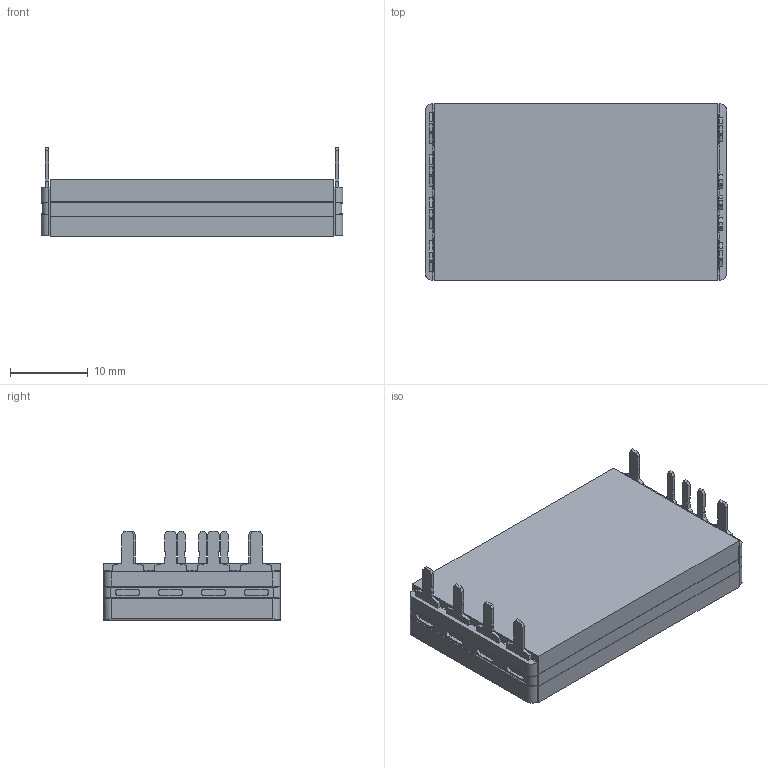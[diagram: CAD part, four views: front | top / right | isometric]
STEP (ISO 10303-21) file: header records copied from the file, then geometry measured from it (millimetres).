
FILE_DESCRIPTION(/* description */ (''),/* implementation_level */ '2;1');
FILE_NAME(/* name */ 'VICOR_3623_dcm_thruhole.step',/* time_stamp */ '2022-11-04T14:09:47-04:00',/* author */ (''),/* organization */ (''),/* preprocessor_version */ 'ST-DEVELOPER v19.2',/* originating_system */ 'Autodesk Translation Framework v11.17.0.187',/* authorisation */ '');
FILE_SCHEMA (('AUTOMOTIVE_DESIGN { 1 0 10303 214 3 1 1 }'));
Length unit declared in the file: millimetre
Products named in the file (29): VICOR_3623_dcm_thruhole; 40275; 40343_40333-01; 40324; Copy of MOLDBODY2_VENTED_TERMINAL_BLOCK_OUTPUT_23FAMILY_SMD.1^40324; 40322; 40343_40333-02; 40324 (1); Copy of MOLDBODY2_VENTED_TERMINAL_BLOCK_INPUT_23FAMILY_SMD.1^40324; 40322 (1); 3623 MOLD BODY_legacy stackup; Copy of MOLDBODY_UPPER^3623 MOLD BODY_post lapped; Copy of MOLDBODY_LOWER^3623 MOLD BODY_post lapped; Copy of legacy stackup^3623 MOLD BODY; Copy of Copy of LAMINATE_CAVITY^Copy of legacy stackup_3623 MOLD BODY; Copy of Copy of LAYER_04^Copy of legacy stackup_3623 MOLD BODY; Copy of Copy of LAYER_05^Copy of legacy stackup_3623 MOLD BODY; Copy of Copy of LAYER_06^Copy of legacy stackup_3623 MOLD BODY; Copy of Copy of LAYER_07^Copy of legacy stackup_3623 MOLD BODY; Copy of Copy of LAYER_08^Copy of legacy stackup_3623 MOLD BODY; Copy of Copy of LAYER_09^Copy of legacy stackup_3623 MOLD BODY; Copy of Copy of LAYER_10^Copy of legacy stackup_3623 MOLD BODY; Copy of Copy of LAYER_11^Copy of legacy stackup_3623 MOLD BODY; Copy of Copy of LAYER_02^Copy of legacy stackup_3623 MOLD BODY; Copy of Copy of LAYER_01^Copy of legacy stackup_3623 MOLD BODY; Copy of Copy of LAYER_12^Copy of legacy stackup_3623 MOLD BODY; Copy of Copy of LAYER_13^Copy of legacy stackup_3623 MOLD BODY; Copy of Copy of LAYER_14^Copy of legacy stackup_3623 MOLD BODY; Copy of Copy of LAYER_03^Copy of legacy stackup_3623 MOLD BODY
Assembly tree (28 placements, depth 5):
  VICOR_3623_dcm_thruhole
    40275
      40343_40333-01
        40324
          Copy of MOLDBODY2_VENTED_TERMINAL_BLOCK_OUTPUT_23FAMILY_SMD.1^40324
          40322
      40343_40333-02
        40324 (1)
          Copy of MOLDBODY2_VENTED_TERMINAL_BLOCK_INPUT_23FAMILY_SMD.1^40324
          40322 (1)
      3623 MOLD BODY_legacy stackup
        Copy of MOLDBODY_UPPER^3623 MOLD BODY_post lapped
        Copy of MOLDBODY_LOWER^3623 MOLD BODY_post lapped
        Copy of legacy stackup^3623 MOLD BODY
          Copy of Copy of LAMINATE_CAVITY^Copy of legacy stackup_3623 MOLD BODY
          Copy of Copy of LAYER_04^Copy of legacy stackup_3623 MOLD BODY
          Copy of Copy of LAYER_05^Copy of legacy stackup_3623 MOLD BODY
          Copy of Copy of LAYER_06^Copy of legacy stackup_3623 MOLD BODY
          Copy of Copy of LAYER_07^Copy of legacy stackup_3623 MOLD BODY
          Copy of Copy of LAYER_08^Copy of legacy stackup_3623 MOLD BODY
          Copy of Copy of LAYER_09^Copy of legacy stackup_3623 MOLD BODY
          Copy of Copy of LAYER_10^Copy of legacy stackup_3623 MOLD BODY
          Copy of Copy of LAYER_11^Copy of legacy stackup_3623 MOLD BODY
          Copy of Copy of LAYER_02^Copy of legacy stackup_3623 MOLD BODY
          Copy of Copy of LAYER_01^Copy of legacy stackup_3623 MOLD BODY
          Copy of Copy of LAYER_12^Copy of legacy stackup_3623 MOLD BODY
          Copy of Copy of LAYER_13^Copy of legacy stackup_3623 MOLD BODY
          Copy of Copy of LAYER_14^Copy of legacy stackup_3623 MOLD BODY
          Copy of Copy of LAYER_03^Copy of legacy stackup_3623 MOLD BODY
Bounding box: 38.72 x 22.8 x 11.43 mm (x, y, z)
Volume: 6449 mm3; surface area: 48034.1 mm2
Topology: 28 solids, 28 shells, 1344 faces, 4068 edges, 2682 vertices
Faces by surface type: plane 1302, cone 18, cylinder 16, torus 8
Entity records: 46153 total; most frequent: CARTESIAN_POINT 8327, ORIENTED_EDGE 8136, DIRECTION 6914, EDGE_CURVE 4068, LINE 3992, VECTOR 3992, VERTEX_POINT 2682, EDGE_LOOP 1474
